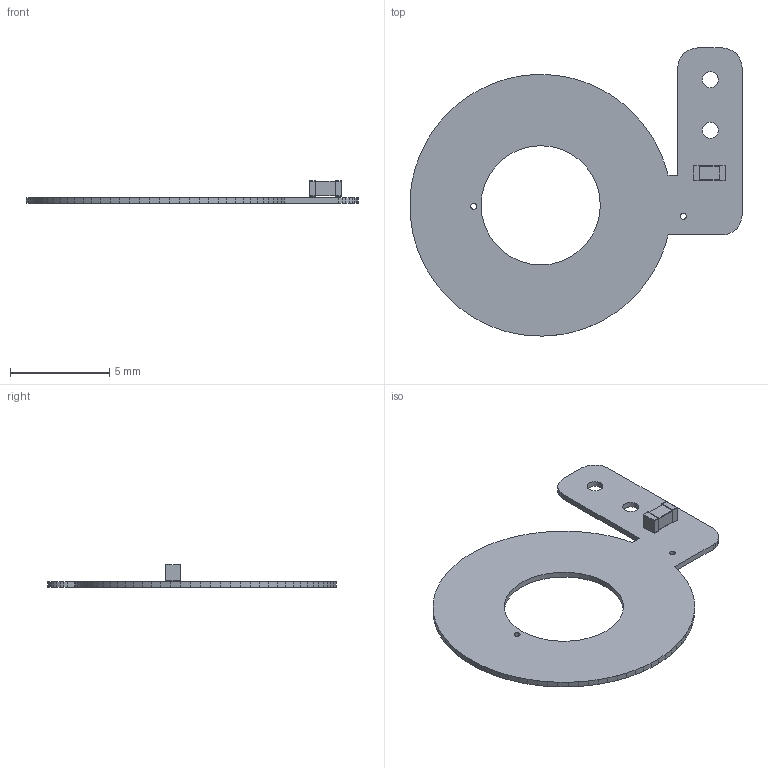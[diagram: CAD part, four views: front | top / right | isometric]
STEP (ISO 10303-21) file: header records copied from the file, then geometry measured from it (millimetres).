
FILE_DESCRIPTION(('KiCad electronic assembly'),'2;1');
FILE_NAME('flexibleWirelessCharger.step','2024-04-19T19:27:56',('Pcbnew' ),('Kicad'),'Open CASCADE STEP processor 7.7', 'KiCad to STEP converter','Unknown');
FILE_SCHEMA(('AUTOMOTIVE_DESIGN { 1 0 10303 214 1 1 1 1 }'));
Length unit declared in the file: millimetre
Products named in the file (4): flexibleWirelessCharger 1; L_0603_1608Metric; flexibleWirelessCharger PCB
Assembly tree (3 placements, depth 3):
  flexibleWirelessCharger 1
    L_0603_1608Metric
      L_0603_1608Metric
    flexibleWirelessCharger PCB
Bounding box: 16.7 x 14.5 x 1.14 mm (x, y, z)
Volume: 40.7 mm3; surface area: 305.8 mm2
Topology: 2 solids, 2 shells, 139 faces, 399 edges, 266 vertices
Faces by surface type: plane 122, cylinder 17
Full cylindrical faces by diameter (mm): 0.3 x2, 0.8 x2, 6 x1
Entity records: 10042 total; most frequent: CARTESIAN_POINT 1738, DIRECTION 1495, LINE 1129, VECTOR 1129, ORIENTED_EDGE 798, PCURVE 798, DEFINITIONAL_REPRESENTATION 798, EDGE_CURVE 399
